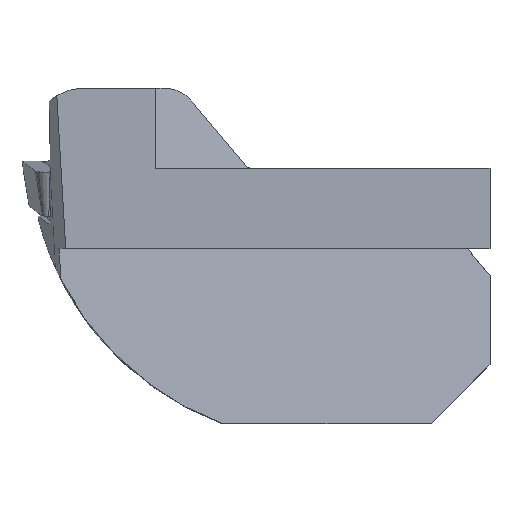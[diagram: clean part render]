
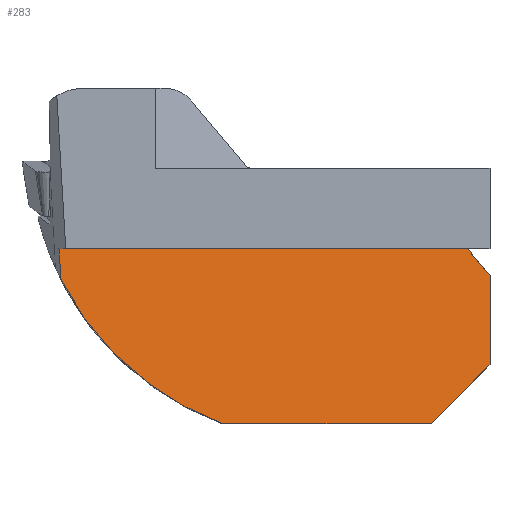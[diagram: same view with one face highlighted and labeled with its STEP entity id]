
A CAD part, top view. The second image highlights one B-rep face of the part: STEP entity #283.
In plain terms, the highlighted planar face has unit normal (0, 0.139, 0.99).
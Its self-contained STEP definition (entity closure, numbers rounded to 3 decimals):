
#232=B_SPLINE_CURVE_WITH_KNOTS('',3,(#2713,#2714,#2715,#2716),
 .UNSPECIFIED.,.F.,.F.,(4,4),(0.,1.),.UNSPECIFIED.);
#283=ADVANCED_FACE('',(#448),#378,.F.);
#378=PLANE('',#1905);
#448=FACE_OUTER_BOUND('',#525,.T.);
#525=EDGE_LOOP('',(#757,#758,#759,#760,#761,#762,#763));
#757=ORIENTED_EDGE('',*,*,#1363,.F.);
#758=ORIENTED_EDGE('',*,*,#1350,.T.);
#759=ORIENTED_EDGE('',*,*,#1332,.T.);
#760=ORIENTED_EDGE('',*,*,#1364,.F.);
#761=ORIENTED_EDGE('',*,*,#1365,.F.);
#762=ORIENTED_EDGE('',*,*,#1366,.T.);
#763=ORIENTED_EDGE('',*,*,#1367,.T.);
#1156=VERTEX_POINT('',#2657);
#1160=VERTEX_POINT('',#2664);
#1172=VERTEX_POINT('',#2717);
#1177=VERTEX_POINT('',#2745);
#1178=VERTEX_POINT('',#2747);
#1179=VERTEX_POINT('',#2749);
#1180=VERTEX_POINT('',#2751);
#1332=EDGE_CURVE('',#1156,#1160,#1550,.T.);
#1350=EDGE_CURVE('',#1172,#1156,#232,.T.);
#1363=EDGE_CURVE('',#1172,#1177,#1569,.T.);
#1364=EDGE_CURVE('',#1178,#1160,#1570,.T.);
#1365=EDGE_CURVE('',#1179,#1178,#1571,.T.);
#1366=EDGE_CURVE('',#1179,#1180,#1572,.T.);
#1367=EDGE_CURVE('',#1180,#1177,#1573,.T.);
#1550=LINE('',#2665,#1702);
#1569=LINE('',#2744,#1722);
#1570=LINE('',#2746,#1723);
#1571=LINE('',#2748,#1724);
#1572=LINE('',#2750,#1725);
#1573=LINE('',#2752,#1726);
#1702=VECTOR('',#2121,1.);
#1722=VECTOR('',#2165,1.);
#1723=VECTOR('',#2166,1.);
#1724=VECTOR('',#2167,1.);
#1725=VECTOR('',#2168,1.);
#1726=VECTOR('',#2169,1.);
#1905=AXIS2_PLACEMENT_3D('',#2753,#2170,#2171);
#2121=DIRECTION('',(1.,0.,0.));
#2165=DIRECTION('',(-0.067,0.988,-0.139));
#2166=DIRECTION('',(-0.704,-0.704,0.099));
#2167=DIRECTION('',(0.,-0.99,0.139));
#2168=DIRECTION('',(-0.639,0.762,-0.107));
#2169=DIRECTION('',(-1.,0.,0.));
#2170=DIRECTION('',(0.,-0.139,-0.99));
#2171=DIRECTION('',(0.,0.99,-0.139));
#2657=CARTESIAN_POINT('',(-6.229,-14.3,1.377));
#2664=CARTESIAN_POINT('',(5.45,-14.3,1.377));
#2665=CARTESIAN_POINT('',(-3.334,-14.3,1.377));
#2713=CARTESIAN_POINT('',(-15.302,-6.222,0.242));
#2714=CARTESIAN_POINT('',(-13.429,-9.946,0.765));
#2715=CARTESIAN_POINT('',(-10.172,-12.862,1.175));
#2716=CARTESIAN_POINT('',(-6.229,-14.3,1.377));
#2717=CARTESIAN_POINT('',(-15.302,-6.222,0.242));
#2744=CARTESIAN_POINT('',(-15.365,-5.299,0.112));
#2745=CARTESIAN_POINT('',(-15.419,-4.5,0.));
#2746=CARTESIAN_POINT('',(6.049,-13.701,1.293));
#2747=CARTESIAN_POINT('',(8.75,-11.,0.914));
#2748=CARTESIAN_POINT('',(8.75,-4.5,0.));
#2749=CARTESIAN_POINT('',(8.75,-6.,0.211));
#2750=CARTESIAN_POINT('',(3.07,0.77,-0.741));
#2751=CARTESIAN_POINT('',(7.491,-4.5,0.));
#2752=CARTESIAN_POINT('',(-21.45,-4.5,0.));
#2753=CARTESIAN_POINT('',(-3.334,-4.5,0.));
